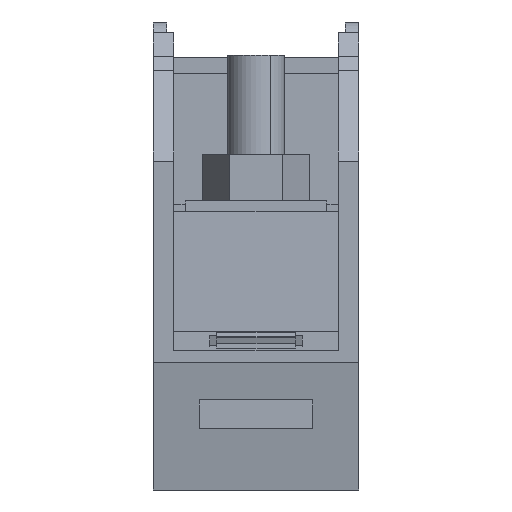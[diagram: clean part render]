
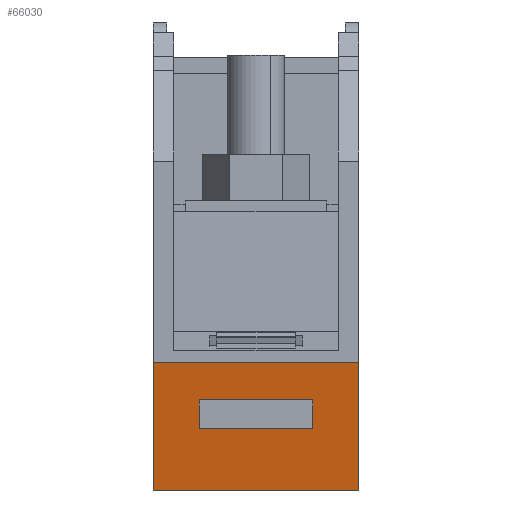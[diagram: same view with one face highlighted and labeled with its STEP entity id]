
A CAD part, front view. The second image highlights one B-rep face of the part: STEP entity #66030.
In plain terms, the highlighted face is planar.
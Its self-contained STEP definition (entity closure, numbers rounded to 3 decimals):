
#22380=CARTESIAN_POINT('',(220.783,-161.1,
4.15));
#22390=VERTEX_POINT('',#22380);
#22420=CARTESIAN_POINT('',(192.377,0.,4.15));
#22430=DIRECTION('',(-0.174,0.985,0.));
#22440=VECTOR('',#22430,1.);
#22450=LINE('',#22420,#22440);
#22460=CARTESIAN_POINT('',(223.949,-179.053,
4.15));
#22470=VERTEX_POINT('',#22460);
#22480=EDGE_CURVE('',#22470,#22390,#22450,.T.);
#23570=CARTESIAN_POINT('',(223.022,-173.8,
-18.35));
#23580=VERTEX_POINT('',#23570);
#23750=CARTESIAN_POINT('',(222.317,-169.8,
-18.35));
#23760=VERTEX_POINT('',#23750);
#23790=CARTESIAN_POINT('',(192.377,0.,-18.35));
#23800=DIRECTION('',(0.174,-0.985,0.));
#23810=VECTOR('',#23800,1.);
#23820=LINE('',#23790,#23810);
#23830=EDGE_CURVE('',#23760,#23580,#23820,.T.);
#28640=CARTESIAN_POINT('',(223.949,-179.053,
-24.85));
#28650=VERTEX_POINT('',#28640);
#28680=CARTESIAN_POINT('',(192.377,0.,
-24.85));
#28690=DIRECTION('',(0.174,-0.985,0.));
#28700=VECTOR('',#28690,1.);
#28710=LINE('',#28680,#28700);
#28720=CARTESIAN_POINT('',(220.783,-161.1,
-24.85));
#28730=VERTEX_POINT('',#28720);
#28740=EDGE_CURVE('',#28730,#28650,#28710,.T.);
#35190=CARTESIAN_POINT('',(192.377,0.,-2.35));
#35200=DIRECTION('',(-0.174,0.985,0.));
#35210=VECTOR('',#35200,1.);
#35220=LINE('',#35190,#35210);
#35230=CARTESIAN_POINT('',(223.022,-173.8,
-2.35));
#35240=VERTEX_POINT('',#35230);
#35250=CARTESIAN_POINT('',(222.317,-169.8,
-2.35));
#35260=VERTEX_POINT('',#35250);
#35270=EDGE_CURVE('',#35240,#35260,#35220,.T.);
#45850=CARTESIAN_POINT('',(222.317,-169.8,0.));
#45860=DIRECTION('',(0.,0.,-1.));
#45870=VECTOR('',#45860,1.);
#45880=LINE('',#45850,#45870);
#45890=EDGE_CURVE('',#35260,#23760,#45880,.T.);
#50390=CARTESIAN_POINT('',(223.022,-173.8,0.));
#50400=DIRECTION('',(0.,0.,1.));
#50410=VECTOR('',#50400,1.);
#50420=LINE('',#50390,#50410);
#50430=EDGE_CURVE('',#23580,#35240,#50420,.T.);
#63250=CARTESIAN_POINT('',(220.783,-161.1,0.));
#63260=DIRECTION('',(0.,0.,1.));
#63270=VECTOR('',#63260,1.);
#63280=LINE('',#63250,#63270);
#63290=EDGE_CURVE('',#28730,#22390,#63280,.T.);
#65810=CARTESIAN_POINT('',(223.022,-173.8,
-27.75));
#65820=DIRECTION('',(-0.985,-0.174,-0.));
#65830=DIRECTION('',(-0.174,0.985,0.));
#65840=AXIS2_PLACEMENT_3D('',#65810,#65820,#65830);
#65850=PLANE('',#65840);
#65860=ORIENTED_EDGE('',*,*,#23830,.T.);
#65870=ORIENTED_EDGE('',*,*,#45890,.T.);
#65880=ORIENTED_EDGE('',*,*,#35270,.T.);
#65890=ORIENTED_EDGE('',*,*,#50430,.T.);
#65900=EDGE_LOOP('',(#65890,#65880,#65870,#65860));
#65910=FACE_BOUND('',#65900,.T.);
#65920=CARTESIAN_POINT('',(223.949,-179.053,
-20.7));
#65930=DIRECTION('',(0.,0.,1.));
#65940=VECTOR('',#65930,1.);
#65950=LINE('',#65920,#65940);
#65960=EDGE_CURVE('',#28650,#22470,#65950,.T.);
#65970=ORIENTED_EDGE('',*,*,#65960,.F.);
#65980=ORIENTED_EDGE('',*,*,#22480,.F.);
#65990=ORIENTED_EDGE('',*,*,#63290,.T.);
#66000=ORIENTED_EDGE('',*,*,#28740,.F.);
#66010=EDGE_LOOP('',(#66000,#65990,#65980,#65970));
#66020=FACE_OUTER_BOUND('',#66010,.T.);
#66030=ADVANCED_FACE('',(#65910,#66020),#65850,.F.);
